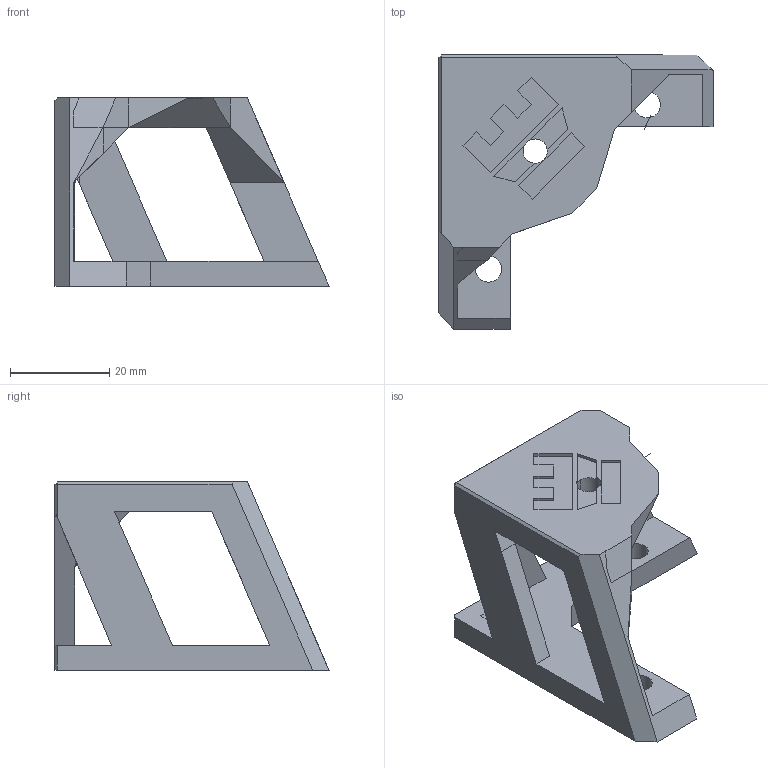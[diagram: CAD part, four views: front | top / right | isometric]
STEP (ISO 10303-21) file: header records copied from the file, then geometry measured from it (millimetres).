
FILE_DESCRIPTION (( 'STEP AP214' ), '1' );
FILE_NAME ('Foot_Mount V2.STEP', '2022-12-07T03:39:13', ( '' ), ( '' ), 'SwSTEP 2.0', 'SolidWorks 2021', '' );
FILE_SCHEMA (( 'AUTOMOTIVE_DESIGN' ));
Length unit declared in the file: millimetre
Products named in the file (1): Foot_Mount  V2
Bounding box: 55.31 x 55.3 x 38 mm (x, y, z)
Volume: 18833.1 mm3; surface area: 10243 mm2
Topology: 2 solids, 2 shells, 85 faces, 234 edges, 151 vertices
Faces by surface type: plane 78, cylinder 7
Entity records: 3198 total; most frequent: CARTESIAN_POINT 549, ORIENTED_EDGE 468, DIRECTION 401, EDGE_CURVE 234, VECTOR 201, LINE 201, VERTEX_POINT 151, AXIS2_PLACEMENT_3D 100
